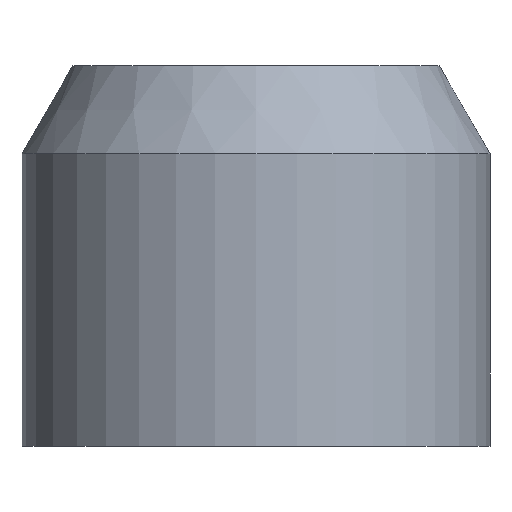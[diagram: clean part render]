
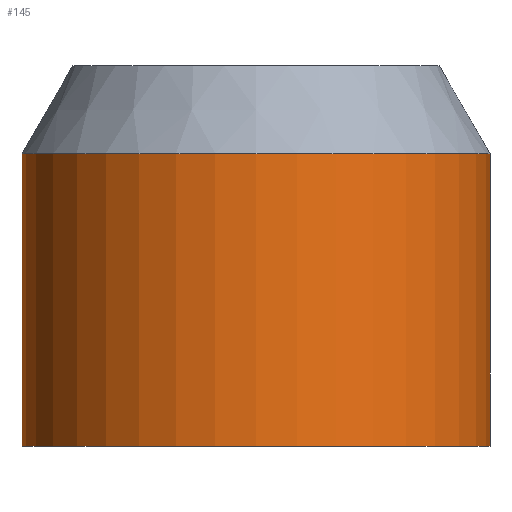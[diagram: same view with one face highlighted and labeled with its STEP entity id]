
A CAD part, front view. The second image highlights one B-rep face of the part: STEP entity #145.
In plain terms, the highlighted cylindrical face has radius 8 mm (diameter 16 mm), a partial arc.
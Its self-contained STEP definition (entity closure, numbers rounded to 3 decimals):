
#16 = EDGE_CURVE ( 'NONE', #174, #57, #234, .T. ) ;
#21 = EDGE_CURVE ( 'NONE', #175, #174, #155, .T. ) ;
#57 = VERTEX_POINT ( 'NONE', #77 ) ;
#60 = VERTEX_POINT ( 'NONE', #216 ) ;
#68 = EDGE_CURVE ( 'NONE', #175, #60, #181, .T. ) ;
#77 = CARTESIAN_POINT ( 'NONE',  ( 8., 0., -3. ) ) ;
#119 = ORIENTED_EDGE ( 'NONE', *, *, #21, .T. ) ;
#120 = ORIENTED_EDGE ( 'NONE', *, *, #16, .T. ) ;
#121 = ORIENTED_EDGE ( 'NONE', *, *, #122, .F. ) ;
#122 = EDGE_CURVE ( 'NONE', #60, #57, #255, .T. ) ;
#145 = ADVANCED_FACE ( 'NONE', ( #283 ), #298, .T. ) ;
#146 = EDGE_LOOP ( 'NONE', ( #147, #119, #120, #121 ) ) ;
#147 = ORIENTED_EDGE ( 'NONE', *, *, #68, .F. ) ;
#151 = DIRECTION ( 'NONE',  ( 1., 0., 0. ) ) ;
#152 = DIRECTION ( 'NONE',  ( 0., 0., 1. ) ) ;
#153 = CARTESIAN_POINT ( 'NONE',  ( 0., 0., -13. ) ) ;
#154 = AXIS2_PLACEMENT_3D ( 'NONE', #153, #152, #151 ) ;
#155 = CIRCLE ( 'NONE', #154, 8. ) ;
#174 = VERTEX_POINT ( 'NONE', #285 ) ;
#175 = VERTEX_POINT ( 'NONE', #284 ) ;
#180 = CARTESIAN_POINT ( 'NONE',  ( -8., 0., -13. ) ) ;
#181 = LINE ( 'NONE', #180, #210 ) ;
#209 = DIRECTION ( 'NONE',  ( 0., 0., 1. ) ) ;
#210 = VECTOR ( 'NONE', #209, 1000. ) ;
#216 = CARTESIAN_POINT ( 'NONE',  ( -8., 0., -3. ) ) ;
#227 = DIRECTION ( 'NONE',  ( 0., 0., 1. ) ) ;
#228 = VECTOR ( 'NONE', #227, 1000. ) ;
#229 = CARTESIAN_POINT ( 'NONE',  ( 8., 0., -13. ) ) ;
#234 = LINE ( 'NONE', #229, #228 ) ;
#251 = DIRECTION ( 'NONE',  ( 1., 0., 0. ) ) ;
#252 = DIRECTION ( 'NONE',  ( 0., 0., 1. ) ) ;
#253 = CARTESIAN_POINT ( 'NONE',  ( 0., 0., -3. ) ) ;
#254 = AXIS2_PLACEMENT_3D ( 'NONE', #253, #252, #251 ) ;
#255 = CIRCLE ( 'NONE', #254, 8. ) ;
#283 = FACE_OUTER_BOUND ( 'NONE', #146, .T. ) ;
#284 = CARTESIAN_POINT ( 'NONE',  ( -8., 0., -13. ) ) ;
#285 = CARTESIAN_POINT ( 'NONE',  ( 8., 0., -13. ) ) ;
#286 = DIRECTION ( 'NONE',  ( 1., 0., 0. ) ) ;
#287 = AXIS2_PLACEMENT_3D ( 'NONE', #297, #299, #286 ) ;
#297 = CARTESIAN_POINT ( 'NONE',  ( 0., 0., -13. ) ) ;
#298 = CYLINDRICAL_SURFACE ( 'NONE', #287, 8. ) ;
#299 = DIRECTION ( 'NONE',  ( 0., 0., 1. ) ) ;
